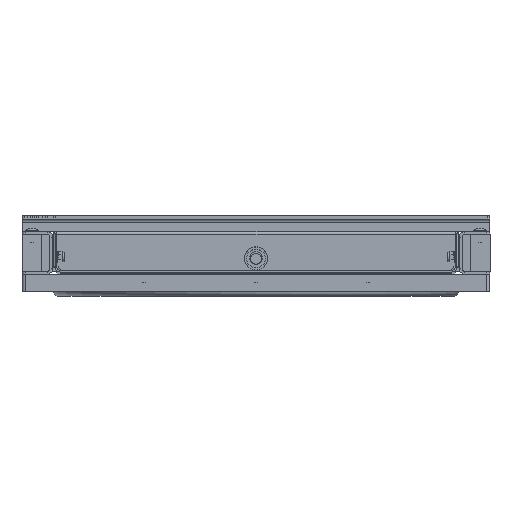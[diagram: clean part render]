
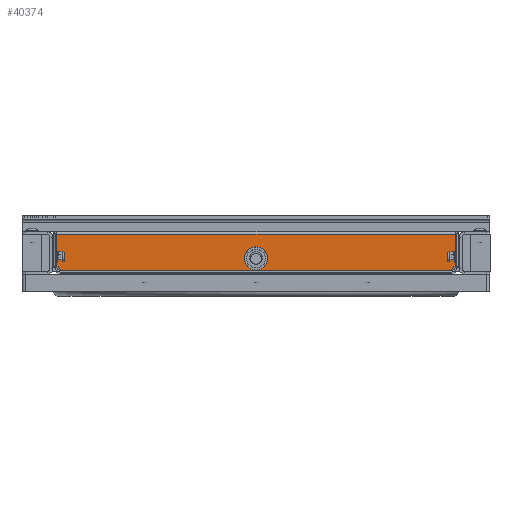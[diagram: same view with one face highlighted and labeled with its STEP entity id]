
A CAD part, front view. The second image highlights one B-rep face of the part: STEP entity #40374.
In plain terms, the highlighted planar face has unit normal (0, -1, 0.001).
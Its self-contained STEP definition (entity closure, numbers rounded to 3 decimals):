
#3 = VERTEX_POINT ( 'NONE', #5750 ) ;
#640 = CARTESIAN_POINT ( 'NONE',  ( -341.287, 78.991, 41.927 ) ) ;
#689 = EDGE_LOOP ( 'NONE', ( #2782, #4993, #21154, #25854, #24806, #33096, #30701, #20422, #8539, #12215, #38945, #1867, #9873, #13897, #38519, #23107, #5527, #19231 ) ) ;
#936 = VECTOR ( 'NONE', #32952, 1000. ) ;
#1517 = DIRECTION ( 'NONE',  ( 0., -1., 0.001 ) ) ;
#1547 = VECTOR ( 'NONE', #29952, 1000. ) ;
#1800 = EDGE_CURVE ( 'NONE', #9921, #3, #24079, .T. ) ;
#1867 = ORIENTED_EDGE ( 'NONE', *, *, #40609, .F. ) ;
#1966 = LINE ( 'NONE', #2166, #8125 ) ;
#2166 = CARTESIAN_POINT ( 'NONE',  ( -348.75, 79.016, 92.322 ) ) ;
#2436 = LINE ( 'NONE', #5917, #30179 ) ;
#2639 = EDGE_CURVE ( 'NONE', #6042, #34261, #20475, .T. ) ;
#2782 = ORIENTED_EDGE ( 'NONE', *, *, #34486, .T. ) ;
#3140 = CARTESIAN_POINT ( 'NONE',  ( 348.75, 79.012, 84.69 ) ) ;
#3323 = CARTESIAN_POINT ( 'NONE',  ( -353.75, 79.012, 84.69 ) ) ;
#3759 = CARTESIAN_POINT ( 'NONE',  ( 348.75, 78.988, 36.69 ) ) ;
#3791 = DIRECTION ( 'NONE',  ( 1., 0., 0. ) ) ;
#3848 = VERTEX_POINT ( 'NONE', #9567 ) ;
#4239 = LINE ( 'NONE', #16758, #17936 ) ;
#4346 = LINE ( 'NONE', #27699, #5501 ) ;
#4837 = DIRECTION ( 'NONE',  ( 0., 0.001, 1. ) ) ;
#4993 = ORIENTED_EDGE ( 'NONE', *, *, #39118, .T. ) ;
#4998 = DIRECTION ( 'NONE',  ( 1., 0., 0. ) ) ;
#5501 = VECTOR ( 'NONE', #18044, 1000. ) ;
#5527 = ORIENTED_EDGE ( 'NONE', *, *, #10263, .T. ) ;
#5750 = CARTESIAN_POINT ( 'NONE',  ( 340.75, 78.988, 36.69 ) ) ;
#5917 = CARTESIAN_POINT ( 'NONE',  ( -6.5, 78.815, -310.559 ) ) ;
#6008 = LINE ( 'NONE', #9287, #35287 ) ;
#6042 = VERTEX_POINT ( 'NONE', #16979 ) ;
#6582 = DIRECTION ( 'NONE',  ( 0., 1., -0.001 ) ) ;
#6884 = DIRECTION ( 'NONE',  ( 0., -1., 0.001 ) ) ;
#7009 = CARTESIAN_POINT ( 'NONE',  ( 348.75, 79.02, 99.954 ) ) ;
#7274 = VECTOR ( 'NONE', #36166, 1000. ) ;
#8073 = EDGE_CURVE ( 'NONE', #36008, #8922, #19536, .T. ) ;
#8125 = VECTOR ( 'NONE', #4837, 1000. ) ;
#8310 = CARTESIAN_POINT ( 'NONE',  ( -6.404, 78.988, 36.69 ) ) ;
#8336 = CARTESIAN_POINT ( 'NONE',  ( 235.125, 78.865, -210.736 ) ) ;
#8539 = ORIENTED_EDGE ( 'NONE', *, *, #10119, .T. ) ;
#8922 = VERTEX_POINT ( 'NONE', #36840 ) ;
#9177 = EDGE_CURVE ( 'NONE', #23905, #28048, #1966, .T. ) ;
#9287 = CARTESIAN_POINT ( 'NONE',  ( 348.75, 78.988, 36.69 ) ) ;
#9567 = CARTESIAN_POINT ( 'NONE',  ( 6.251, 78.989, 37.667 ) ) ;
#9616 = EDGE_CURVE ( 'NONE', #36008, #40378, #20410, .T. ) ;
#9873 = ORIENTED_EDGE ( 'NONE', *, *, #9177, .F. ) ;
#9921 = VERTEX_POINT ( 'NONE', #30794 ) ;
#10119 = EDGE_CURVE ( 'NONE', #34261, #22457, #4239, .T. ) ;
#10263 = EDGE_CURVE ( 'NONE', #8922, #33783, #40170, .T. ) ;
#12163 = CARTESIAN_POINT ( 'NONE',  ( -353.75, 78.988, 36.69 ) ) ;
#12215 = ORIENTED_EDGE ( 'NONE', *, *, #30702, .T. ) ;
#12329 = DIRECTION ( 'NONE',  ( -1., 0., 0. ) ) ;
#12371 = VERTEX_POINT ( 'NONE', #3140 ) ;
#12495 = DIRECTION ( 'NONE',  ( 1., 0., 0. ) ) ;
#13474 = CARTESIAN_POINT ( 'NONE',  ( 0., 78.999, 57.19 ) ) ;
#13501 = VERTEX_POINT ( 'NONE', #8310 ) ;
#13897 = ORIENTED_EDGE ( 'NONE', *, *, #39032, .F. ) ;
#14234 = CARTESIAN_POINT ( 'NONE',  ( -6.404, 78.989, 37.19 ) ) ;
#14631 = CARTESIAN_POINT ( 'NONE',  ( 6.403, 78.989, 37.19 ) ) ;
#15425 = VERTEX_POINT ( 'NONE', #39721 ) ;
#15594 = CARTESIAN_POINT ( 'NONE',  ( -353.75, 79.02, 99.954 ) ) ;
#15747 = AXIS2_PLACEMENT_3D ( 'NONE', #14234, #1517, #26777 ) ;
#15912 = CARTESIAN_POINT ( 'NONE',  ( -348.75, 78.988, 36.69 ) ) ;
#16758 = CARTESIAN_POINT ( 'NONE',  ( 353.75, 78.988, 36.69 ) ) ;
#16937 = DIRECTION ( 'NONE',  ( -1., 0., 0. ) ) ;
#16979 = CARTESIAN_POINT ( 'NONE',  ( 348.75, 79., 59.69 ) ) ;
#17011 = VERTEX_POINT ( 'NONE', #37519 ) ;
#17168 = CARTESIAN_POINT ( 'NONE',  ( -348.75, 79.012, 84.69 ) ) ;
#17383 = EDGE_CURVE ( 'NONE', #3, #17011, #2436, .T. ) ;
#17485 = CARTESIAN_POINT ( 'NONE',  ( -6.251, 78.989, 37.667 ) ) ;
#17519 = CARTESIAN_POINT ( 'NONE',  ( -353.75, 78.988, 36.69 ) ) ;
#17936 = VECTOR ( 'NONE', #23130, 1000. ) ;
#18044 = DIRECTION ( 'NONE',  ( 0.707, 0., -0.707 ) ) ;
#18541 = DIRECTION ( 'NONE',  ( 0., 0.001, 1. ) ) ;
#18670 = LINE ( 'NONE', #40648, #28600 ) ;
#18936 = FACE_OUTER_BOUND ( 'NONE', #689, .T. ) ;
#19231 = ORIENTED_EDGE ( 'NONE', *, *, #26534, .T. ) ;
#19416 = CARTESIAN_POINT ( 'NONE',  ( -351.25, 79.012, 84.69 ) ) ;
#19536 = LINE ( 'NONE', #640, #37226 ) ;
#19650 = EDGE_CURVE ( 'NONE', #17011, #6042, #23413, .T. ) ;
#19841 = VECTOR ( 'NONE', #24279, 1000. ) ;
#20080 = AXIS2_PLACEMENT_3D ( 'NONE', #13474, #6884, #16937 ) ;
#20390 = AXIS2_PLACEMENT_3D ( 'NONE', #12163, #6582, #40519 ) ;
#20410 = LINE ( 'NONE', #17519, #936 ) ;
#20422 = ORIENTED_EDGE ( 'NONE', *, *, #2639, .T. ) ;
#20475 = LINE ( 'NONE', #8336, #1547 ) ;
#20533 = CIRCLE ( 'NONE', #40205, 0.5 ) ;
#21003 = CARTESIAN_POINT ( 'NONE',  ( -353.75, 78.988, 36.69 ) ) ;
#21154 = ORIENTED_EDGE ( 'NONE', *, *, #29004, .F. ) ;
#21417 = CIRCLE ( 'NONE', #20080, 20.5 ) ;
#21982 = EDGE_CURVE ( 'NONE', #3848, #9921, #20533, .T. ) ;
#21985 = VECTOR ( 'NONE', #22302, 1000. ) ;
#22302 = DIRECTION ( 'NONE',  ( 0., -0.001, -1. ) ) ;
#22457 = VERTEX_POINT ( 'NONE', #24817 ) ;
#23107 = ORIENTED_EDGE ( 'NONE', *, *, #8073, .T. ) ;
#23130 = DIRECTION ( 'NONE',  ( 0., 0.001, 1. ) ) ;
#23158 = VERTEX_POINT ( 'NONE', #7009 ) ;
#23413 = LINE ( 'NONE', #3759, #7274 ) ;
#23905 = VERTEX_POINT ( 'NONE', #17168 ) ;
#24079 = LINE ( 'NONE', #21003, #19841 ) ;
#24279 = DIRECTION ( 'NONE',  ( 1., 0., 0. ) ) ;
#24651 = LINE ( 'NONE', #15594, #29584 ) ;
#24806 = ORIENTED_EDGE ( 'NONE', *, *, #1800, .T. ) ;
#24817 = CARTESIAN_POINT ( 'NONE',  ( 353.75, 79.012, 84.69 ) ) ;
#25579 = VECTOR ( 'NONE', #3791, 1000. ) ;
#25854 = ORIENTED_EDGE ( 'NONE', *, *, #21982, .T. ) ;
#26050 = VECTOR ( 'NONE', #12329, 1000. ) ;
#26534 = EDGE_CURVE ( 'NONE', #33783, #15425, #4346, .T. ) ;
#26777 = DIRECTION ( 'NONE',  ( 1., 0., 0. ) ) ;
#27467 = VERTEX_POINT ( 'NONE', #17485 ) ;
#27498 = CARTESIAN_POINT ( 'NONE',  ( 353.75, 79.006, 71.59 ) ) ;
#27699 = CARTESIAN_POINT ( 'NONE',  ( -347.25, 78.992, 43.19 ) ) ;
#27798 = CARTESIAN_POINT ( 'NONE',  ( -348.75, 78.992, 44.69 ) ) ;
#27943 = DIRECTION ( 'NONE',  ( 1., 0., 0. ) ) ;
#28048 = VERTEX_POINT ( 'NONE', #31981 ) ;
#28600 = VECTOR ( 'NONE', #12495, 1000. ) ;
#28952 = LINE ( 'NONE', #34338, #26050 ) ;
#29004 = EDGE_CURVE ( 'NONE', #3848, #27467, #21417, .T. ) ;
#29584 = VECTOR ( 'NONE', #27943, 1000. ) ;
#29952 = DIRECTION ( 'NONE',  ( 0.387, 0., 0.922 ) ) ;
#30179 = VECTOR ( 'NONE', #34512, 1000. ) ;
#30701 = ORIENTED_EDGE ( 'NONE', *, *, #19650, .T. ) ;
#30702 = EDGE_CURVE ( 'NONE', #22457, #12371, #28952, .T. ) ;
#30794 = CARTESIAN_POINT ( 'NONE',  ( 6.403, 78.988, 36.69 ) ) ;
#30920 = CARTESIAN_POINT ( 'NONE',  ( -353.75, 79.006, 71.59 ) ) ;
#31477 = PLANE ( 'NONE',  #20390 ) ;
#31981 = CARTESIAN_POINT ( 'NONE',  ( -348.75, 79.02, 99.954 ) ) ;
#32952 = DIRECTION ( 'NONE',  ( 0., 0.001, 1. ) ) ;
#33096 = ORIENTED_EDGE ( 'NONE', *, *, #17383, .T. ) ;
#33496 = CIRCLE ( 'NONE', #15747, 0.5 ) ;
#33783 = VERTEX_POINT ( 'NONE', #27798 ) ;
#34261 = VERTEX_POINT ( 'NONE', #27498 ) ;
#34338 = CARTESIAN_POINT ( 'NONE',  ( -353.75, 79.012, 84.69 ) ) ;
#34486 = EDGE_CURVE ( 'NONE', #15425, #13501, #18670, .T. ) ;
#34512 = DIRECTION ( 'NONE',  ( 0.707, 0., 0.707 ) ) ;
#34574 = DIRECTION ( 'NONE',  ( 0.387, 0., -0.922 ) ) ;
#35287 = VECTOR ( 'NONE', #18541, 1000. ) ;
#35627 = LINE ( 'NONE', #19416, #25579 ) ;
#36008 = VERTEX_POINT ( 'NONE', #30920 ) ;
#36166 = DIRECTION ( 'NONE',  ( 0., 0.001, 1. ) ) ;
#36840 = CARTESIAN_POINT ( 'NONE',  ( -348.75, 79., 59.69 ) ) ;
#37127 = EDGE_CURVE ( 'NONE', #12371, #23158, #6008, .T. ) ;
#37226 = VECTOR ( 'NONE', #34574, 1000. ) ;
#37519 = CARTESIAN_POINT ( 'NONE',  ( 348.75, 78.992, 44.69 ) ) ;
#38519 = ORIENTED_EDGE ( 'NONE', *, *, #9616, .F. ) ;
#38945 = ORIENTED_EDGE ( 'NONE', *, *, #37127, .T. ) ;
#39032 = EDGE_CURVE ( 'NONE', #40378, #23905, #35627, .T. ) ;
#39110 = DIRECTION ( 'NONE',  ( 0., -1., 0.001 ) ) ;
#39118 = EDGE_CURVE ( 'NONE', #13501, #27467, #33496, .T. ) ;
#39721 = CARTESIAN_POINT ( 'NONE',  ( -340.75, 78.988, 36.69 ) ) ;
#40170 = LINE ( 'NONE', #15912, #21985 ) ;
#40205 = AXIS2_PLACEMENT_3D ( 'NONE', #14631, #39110, #4998 ) ;
#40374 = ADVANCED_FACE ( 'NONE', ( #18936 ), #31477, .F. ) ;
#40378 = VERTEX_POINT ( 'NONE', #3323 ) ;
#40519 = DIRECTION ( 'NONE',  ( 1., 0., 0. ) ) ;
#40609 = EDGE_CURVE ( 'NONE', #28048, #23158, #24651, .T. ) ;
#40648 = CARTESIAN_POINT ( 'NONE',  ( -353.75, 78.988, 36.69 ) ) ;
